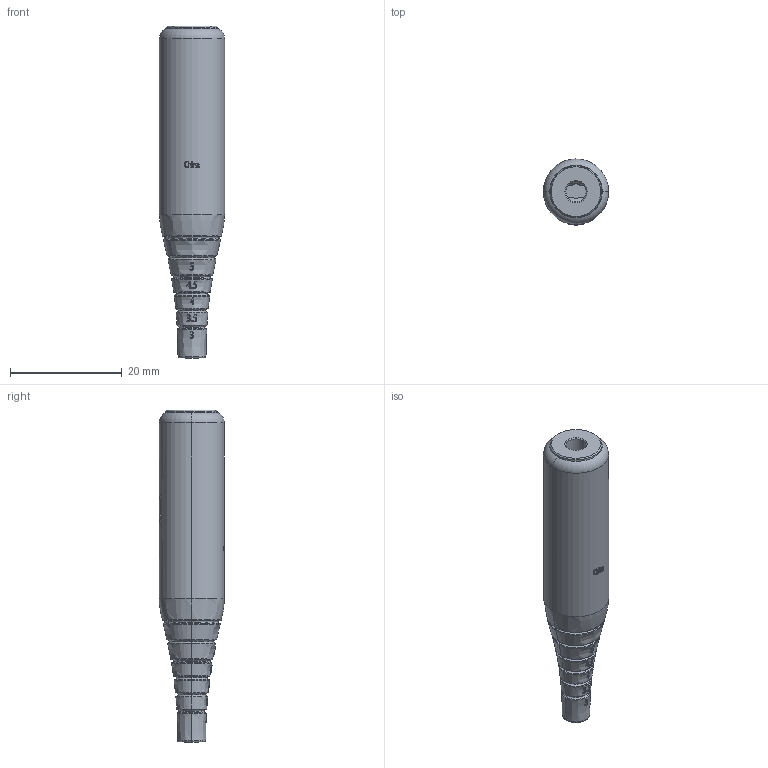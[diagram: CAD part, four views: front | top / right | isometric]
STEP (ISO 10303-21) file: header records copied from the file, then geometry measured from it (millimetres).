
FILE_DESCRIPTION (( 'STEP AP203' ), '1' );
FILE_NAME ('55-00207.STEP', '2026-02-19T19:28:56', ( '' ), ( '' ), 'SwSTEP 2.0', 'SolidWorks 2025', '' );
FILE_SCHEMA (( 'CONFIG_CONTROL_DESIGN' ));
Length unit declared in the file: millimetre
Products named in the file (12): 50-01097_4; 50-01097_1; 56-00048; 50-01097_6; 50-01097; 50-01097_2; 50-01097_5; 50-01097_3; 56-00047; 50-01097_7; 55-00207; 50-01097_0
Assembly tree (11 placements, depth 4):
  55-00207
    50-01097
      50-01097_0
        50-01097_2
        50-01097_3
        50-01097_4
        50-01097_5
        50-01097_6
        50-01097_7
      50-01097_1
    56-00047
    56-00048
Bounding box: 11.7 x 11.8 x 59.5 mm (x, y, z)
Volume: 3366.6 mm3; surface area: 7221.9 mm2
Topology: 24 solids, 24 shells, 544 faces, 1340 edges, 855 vertices
Faces by surface type: bspline 196, plane 194, cylinder 84, cone 66, torus 4
Entity records: 25125 total; most frequent: CARTESIAN_POINT 12332, ORIENTED_EDGE 2680, DIRECTION 1971, EDGE_CURVE 1340, VERTEX_POINT 855, AXIS2_PLACEMENT_3D 743, EDGE_LOOP 587, ADVANCED_FACE 544
